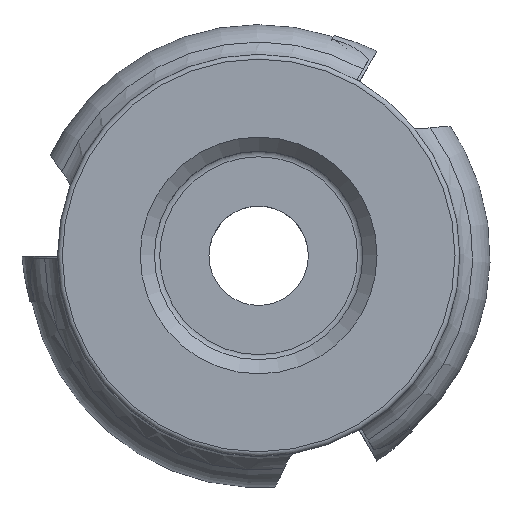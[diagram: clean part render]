
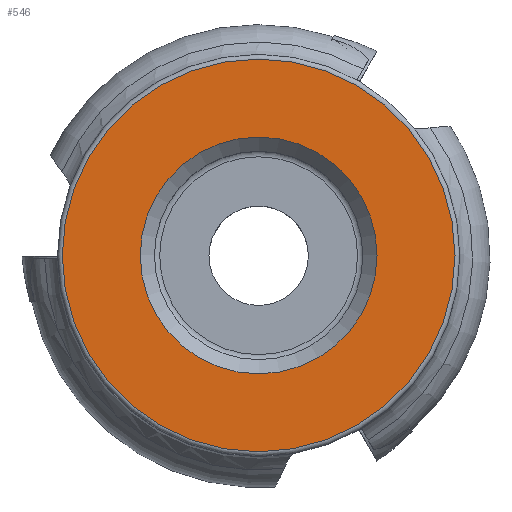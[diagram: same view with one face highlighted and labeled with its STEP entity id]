
A CAD part, top view. The second image highlights one B-rep face of the part: STEP entity #546.
In plain terms, the highlighted planar face has unit normal (0, 0, 1).
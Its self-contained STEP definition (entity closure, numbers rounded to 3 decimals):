
#546=ADVANCED_FACE('',(#828,#829),#735,.T.);
#735=PLANE('',#3840);
#828=FACE_BOUND('',#960,.T.);
#829=FACE_BOUND('',#961,.T.);
#960=EDGE_LOOP('',(#1825));
#961=EDGE_LOOP('',(#1826));
#1825=ORIENTED_EDGE('',*,*,#3135,.T.);
#1826=ORIENTED_EDGE('',*,*,#3134,.F.);
#2762=VERTEX_POINT('',#5813);
#2763=VERTEX_POINT('',#5816);
#3134=EDGE_CURVE('',#2762,#2762,#3564,.T.);
#3135=EDGE_CURVE('',#2763,#2763,#3565,.T.);
#3564=CIRCLE('',#3837,20.74);
#3565=CIRCLE('',#3839,12.505);
#3837=AXIS2_PLACEMENT_3D('',#5812,#4357,#4358);
#3839=AXIS2_PLACEMENT_3D('',#5815,#4361,#4362);
#3840=AXIS2_PLACEMENT_3D('',#5817,#4363,#4364);
#4357=DIRECTION('',(0.,0.,-1.));
#4358=DIRECTION('',(-1.,0.,0.));
#4361=DIRECTION('',(0.,0.,-1.));
#4362=DIRECTION('',(-1.,0.,0.));
#4363=DIRECTION('',(0.,0.,1.));
#4364=DIRECTION('',(1.,0.,0.));
#5812=CARTESIAN_POINT('',(0.,0.,0.));
#5813=CARTESIAN_POINT('',(-20.74,0.,0.));
#5815=CARTESIAN_POINT('',(0.,0.,0.));
#5816=CARTESIAN_POINT('',(-12.505,0.,0.));
#5817=CARTESIAN_POINT('',(-20.74,0.,0.));
